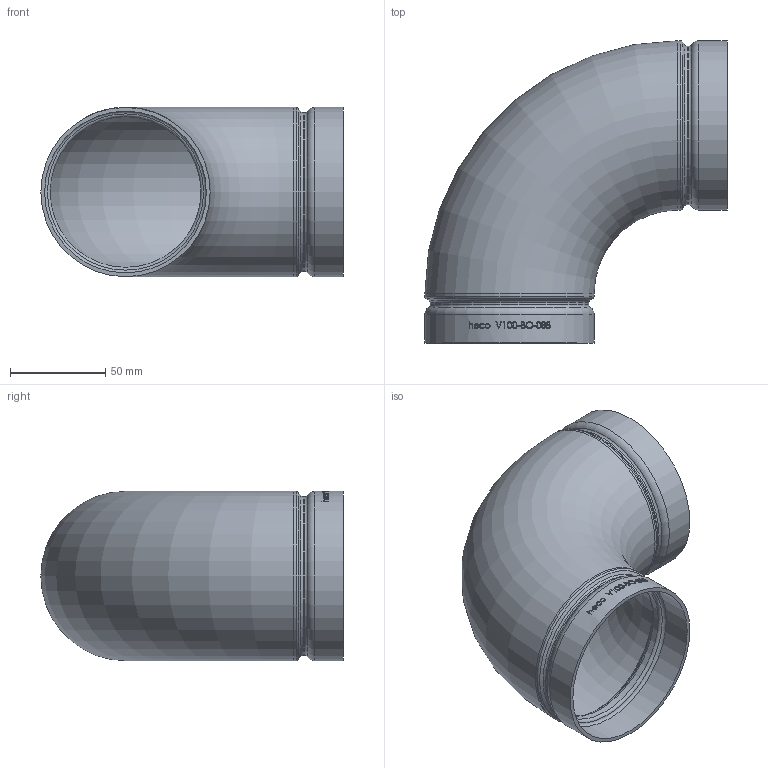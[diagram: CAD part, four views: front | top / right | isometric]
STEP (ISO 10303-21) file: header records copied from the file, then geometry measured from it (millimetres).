
FILE_DESCRIPTION (( 'STEP AP214' ), '1' );
FILE_NAME ('V100-BO-088-x Typ E490 DN80 300 Ø88,9 1812.STEP', '2018-12-12T14:11:03', ( '' ), ( '' ), 'SwSTEP 2.0', 'SolidWorks 2016', '' );
FILE_SCHEMA (( 'AUTOMOTIVE_DESIGN' ));
Length unit declared in the file: inch
Products named in the file (1): V100-BO-088-x Typ E490 DN80 300 Ø88,9 1812
Bounding box: 158.75 x 158.75 x 88.93 mm (x, y, z)
Volume: 106728 mm3; surface area: 107447.8 mm2
Topology: 1 solids, 1 shells, 219 faces, 551 edges, 361 vertices
Faces by surface type: bspline 121, cylinder 39, plane 37, torus 18, cone 4
Full cylindrical faces by diameter (mm): 79.187 x2, 83.185 x2, 84.902 x4, 88.9 x4
Entity records: 27719 total; most frequent: CARTESIAN_POINT 21451, ORIENTED_EDGE 1008, EDGE_CURVE 504, DIRECTION 406, B_SPLINE_CURVE_WITH_KNOTS 374, VERTEX_POINT 348, EDGE_LOOP 282, FACE_OUTER_BOUND 249
